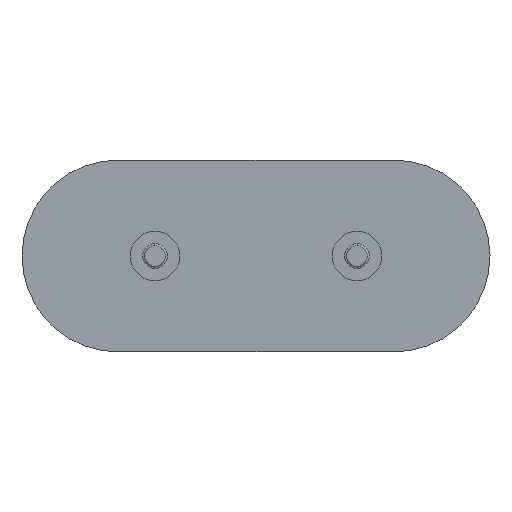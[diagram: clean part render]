
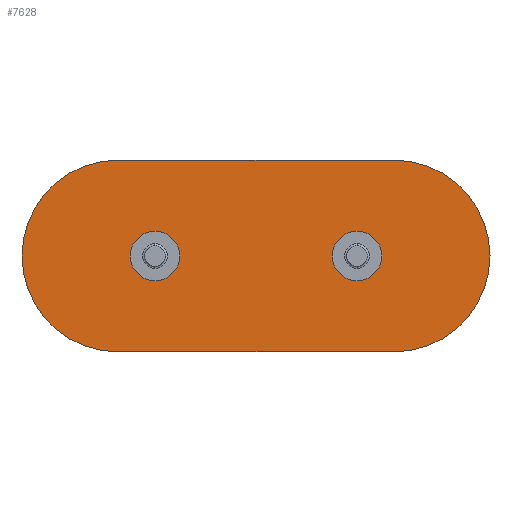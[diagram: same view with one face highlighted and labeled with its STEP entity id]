
A CAD part, front view. The second image highlights one B-rep face of the part: STEP entity #7628.
In plain terms, the highlighted planar face has unit normal (0, -1, 0).
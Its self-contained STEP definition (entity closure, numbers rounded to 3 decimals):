
#165 = CIRCLE ( 'NONE', #7287, 2.325 ) ;
#427 = ORIENTED_EDGE ( 'NONE', *, *, #8131, .F. ) ;
#471 = VERTEX_POINT ( 'NONE', #1875 ) ;
#484 = AXIS2_PLACEMENT_3D ( 'NONE', #7061, #3239, #7692 ) ;
#564 = CARTESIAN_POINT ( 'NONE',  ( 2.45, 0., 0.6 ) ) ;
#627 = ORIENTED_EDGE ( 'NONE', *, *, #3817, .F. ) ;
#707 = VERTEX_POINT ( 'NONE', #6583 ) ;
#877 = DIRECTION ( 'NONE',  ( -1., 0., 0. ) ) ;
#888 = ORIENTED_EDGE ( 'NONE', *, *, #3769, .F. ) ;
#1043 = CARTESIAN_POINT ( 'NONE',  ( -3.35, 0., 0. ) ) ;
#1214 = VERTEX_POINT ( 'NONE', #564 ) ;
#1531 = VERTEX_POINT ( 'NONE', #1713 ) ;
#1546 = CARTESIAN_POINT ( 'NONE',  ( -3.35, 0., -2.325 ) ) ;
#1688 = DIRECTION ( 'NONE',  ( 0., 0., -1. ) ) ;
#1710 = CARTESIAN_POINT ( 'NONE',  ( -3.35, 0., 0. ) ) ;
#1713 = CARTESIAN_POINT ( 'NONE',  ( -2.45, 0., -0.6 ) ) ;
#1721 = ORIENTED_EDGE ( 'NONE', *, *, #1879, .F. ) ;
#1744 = LINE ( 'NONE', #7867, #3438 ) ;
#1752 = CIRCLE ( 'NONE', #4936, 0.6 ) ;
#1875 = CARTESIAN_POINT ( 'NONE',  ( 2.45, 0., -0.6 ) ) ;
#1879 = EDGE_CURVE ( 'NONE', #5044, #3405, #2957, .T. ) ;
#2273 = EDGE_LOOP ( 'NONE', ( #627, #3763 ) ) ;
#2303 = DIRECTION ( 'NONE',  ( 0., -1., 0. ) ) ;
#2359 = DIRECTION ( 'NONE',  ( 0., 0., -1. ) ) ;
#2496 = ORIENTED_EDGE ( 'NONE', *, *, #6808, .F. ) ;
#2503 = EDGE_LOOP ( 'NONE', ( #1721, #3946, #2496, #3424 ) ) ;
#2867 = DIRECTION ( 'NONE',  ( 0., 1., 0. ) ) ;
#2957 = CIRCLE ( 'NONE', #5338, 2.325 ) ;
#3111 = FACE_BOUND ( 'NONE', #3835, .T. ) ;
#3177 = CARTESIAN_POINT ( 'NONE',  ( -2.45, 0., 0. ) ) ;
#3220 = AXIS2_PLACEMENT_3D ( 'NONE', #6116, #2303, #6770 ) ;
#3239 = DIRECTION ( 'NONE',  ( 0., -1., 0. ) ) ;
#3405 = VERTEX_POINT ( 'NONE', #4152 ) ;
#3424 = ORIENTED_EDGE ( 'NONE', *, *, #7963, .F. ) ;
#3438 = VECTOR ( 'NONE', #877, 1000. ) ;
#3729 = DIRECTION ( 'NONE',  ( 0., -1., 0. ) ) ;
#3763 = ORIENTED_EDGE ( 'NONE', *, *, #7617, .F. ) ;
#3769 = EDGE_CURVE ( 'NONE', #1531, #707, #1752, .T. ) ;
#3817 = EDGE_CURVE ( 'NONE', #471, #1214, #4339, .T. ) ;
#3822 = DIRECTION ( 'NONE',  ( 0., 0., -1. ) ) ;
#3834 = VERTEX_POINT ( 'NONE', #7725 ) ;
#3835 = EDGE_LOOP ( 'NONE', ( #888, #427 ) ) ;
#3946 = ORIENTED_EDGE ( 'NONE', *, *, #3987, .F. ) ;
#3987 = EDGE_CURVE ( 'NONE', #7045, #5044, #1744, .T. ) ;
#4152 = CARTESIAN_POINT ( 'NONE',  ( -3.35, 0., 2.325 ) ) ;
#4246 = CARTESIAN_POINT ( 'NONE',  ( -3.35, 0., 2.325 ) ) ;
#4339 = CIRCLE ( 'NONE', #484, 0.6 ) ;
#4430 = CARTESIAN_POINT ( 'NONE',  ( 3.35, 0., -2.325 ) ) ;
#4812 = FACE_OUTER_BOUND ( 'NONE', #2503, .T. ) ;
#4936 = AXIS2_PLACEMENT_3D ( 'NONE', #3177, #7639, #3822 ) ;
#5023 = FACE_BOUND ( 'NONE', #2273, .T. ) ;
#5044 = VERTEX_POINT ( 'NONE', #1546 ) ;
#5338 = AXIS2_PLACEMENT_3D ( 'NONE', #1710, #6170, #2359 ) ;
#5455 = PLANE ( 'NONE',  #6208 ) ;
#5515 = DIRECTION ( 'NONE',  ( 0., -1., 0. ) ) ;
#5721 = CIRCLE ( 'NONE', #6760, 0.6 ) ;
#5913 = LINE ( 'NONE', #4246, #7606 ) ;
#6116 = CARTESIAN_POINT ( 'NONE',  ( 2.45, 0., 0. ) ) ;
#6170 = DIRECTION ( 'NONE',  ( 0., 1., 0. ) ) ;
#6208 = AXIS2_PLACEMENT_3D ( 'NONE', #1043, #5515, #1688 ) ;
#6515 = CIRCLE ( 'NONE', #3220, 0.6 ) ;
#6583 = CARTESIAN_POINT ( 'NONE',  ( -2.45, 0., 0.6 ) ) ;
#6700 = CARTESIAN_POINT ( 'NONE',  ( 3.35, 0., 0. ) ) ;
#6760 = AXIS2_PLACEMENT_3D ( 'NONE', #7553, #3729, #8191 ) ;
#6770 = DIRECTION ( 'NONE',  ( 0., 0., -1. ) ) ;
#6808 = EDGE_CURVE ( 'NONE', #3834, #7045, #165, .T. ) ;
#7045 = VERTEX_POINT ( 'NONE', #4430 ) ;
#7061 = CARTESIAN_POINT ( 'NONE',  ( 2.45, 0., 0. ) ) ;
#7287 = AXIS2_PLACEMENT_3D ( 'NONE', #6700, #2867, #7342 ) ;
#7342 = DIRECTION ( 'NONE',  ( 0., 0., 1. ) ) ;
#7553 = CARTESIAN_POINT ( 'NONE',  ( -2.45, 0., 0. ) ) ;
#7606 = VECTOR ( 'NONE', #8051, 1000. ) ;
#7617 = EDGE_CURVE ( 'NONE', #1214, #471, #6515, .T. ) ;
#7628 = ADVANCED_FACE ( 'NONE', ( #5023, #3111, #4812 ), #5455, .T. ) ;
#7639 = DIRECTION ( 'NONE',  ( 0., -1., 0. ) ) ;
#7692 = DIRECTION ( 'NONE',  ( 0., 0., -1. ) ) ;
#7725 = CARTESIAN_POINT ( 'NONE',  ( 3.35, 0., 2.325 ) ) ;
#7867 = CARTESIAN_POINT ( 'NONE',  ( -3.35, 0., -2.325 ) ) ;
#7963 = EDGE_CURVE ( 'NONE', #3405, #3834, #5913, .T. ) ;
#8051 = DIRECTION ( 'NONE',  ( 1., 0., 0. ) ) ;
#8131 = EDGE_CURVE ( 'NONE', #707, #1531, #5721, .T. ) ;
#8191 = DIRECTION ( 'NONE',  ( 0., 0., -1. ) ) ;
